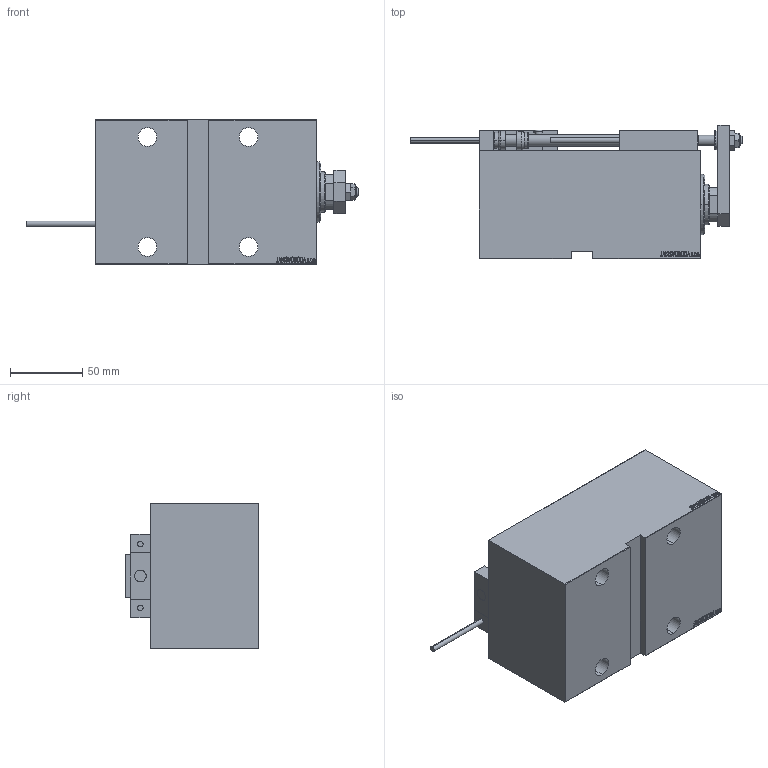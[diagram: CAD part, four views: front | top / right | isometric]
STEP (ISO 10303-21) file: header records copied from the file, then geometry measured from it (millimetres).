
FILE_DESCRIPTION (( 'STEP AP203' ), '1' );
FILE_NAME ('38ee.STEP', '2021-03-18T21:20:52', ( '' ), ( '' ), 'SwSTEP 2.0', 'SolidWorks 2019', '' );
FILE_SCHEMA (( 'CONFIG_CONTROL_DESIGN' ));
Length unit declared in the file: millimetre
Products named in the file (16): NUT_D12 a29ddbcfa6cccff21f059a06cefa4b7a; V450CM_E_VCP a29ddbcfa6cccff21f059a06cefa4b7a; TYC_L79 a29ddbcfa6cccff21f059a06cefa4b7a; 38ee; SWITCH DIM B,W a29ddbcfa6cccff21f059a06cefa4b7a; ALLEN BOLT D8 a29ddbcfa6cccff21f059a06cefa4b7a; KONCOVKA a29ddbcfa6cccff21f059a06cefa4b7a; ALLEN BOLT D5 a29ddbcfa6cccff21f059a06cefa4b7a; MAGNET a29ddbcfa6cccff21f059a06cefa4b7a; Block a29ddbcfa6cccff21f059a06cefa4b7a; V450CM_VC_B a29ddbcfa6cccff21f059a06cefa4b7a; SWITCH X a29ddbcfa6cccff21f059a06cefa4b7a; ZARAZKA a29ddbcfa6cccff21f059a06cefa4b7a; V450CM_E a29ddbcfa6cccff21f059a06cefa4b7a; SWITCH_X_FRONT_BACK a29ddbcfa6cccff21f059a06cefa4b7a; NUT_D10 a29ddbcfa6cccff21f059a06cefa4b7a
Assembly tree (25 placements, depth 3):
  38ee
    V450CM_E a29ddbcfa6cccff21f059a06cefa4b7a
    V450CM_E_VCP a29ddbcfa6cccff21f059a06cefa4b7a
    V450CM_VC_B a29ddbcfa6cccff21f059a06cefa4b7a
    SWITCH X a29ddbcfa6cccff21f059a06cefa4b7a
      SWITCH_X_FRONT_BACK a29ddbcfa6cccff21f059a06cefa4b7a  x2
      TYC_L79 a29ddbcfa6cccff21f059a06cefa4b7a
      Block a29ddbcfa6cccff21f059a06cefa4b7a  x2
      ALLEN BOLT D5 a29ddbcfa6cccff21f059a06cefa4b7a  x4
      ALLEN BOLT D8 a29ddbcfa6cccff21f059a06cefa4b7a  x4
      MAGNET a29ddbcfa6cccff21f059a06cefa4b7a  x2
      KONCOVKA a29ddbcfa6cccff21f059a06cefa4b7a  x2
    SWITCH DIM B,W a29ddbcfa6cccff21f059a06cefa4b7a
    ZARAZKA a29ddbcfa6cccff21f059a06cefa4b7a
    NUT_D10 a29ddbcfa6cccff21f059a06cefa4b7a
    NUT_D12 a29ddbcfa6cccff21f059a06cefa4b7a
Bounding box: 229.7 x 92.5 x 100 mm (x, y, z)
Volume: 1017128.6 mm3; surface area: 165090.3 mm2
Topology: 24 solids, 24 shells, 1298 faces, 3106 edges, 1986 vertices
Faces by surface type: plane 573, bspline 380, cylinder 184, cone 113, torus 44, sphere 4
Entity records: 50161 total; most frequent: CARTESIAN_POINT 25436, ORIENTED_EDGE 5232, DIRECTION 3525, EDGE_CURVE 2616, VERTEX_POINT 1710, VECTOR 1511, LINE 1511, EDGE_LOOP 1208
